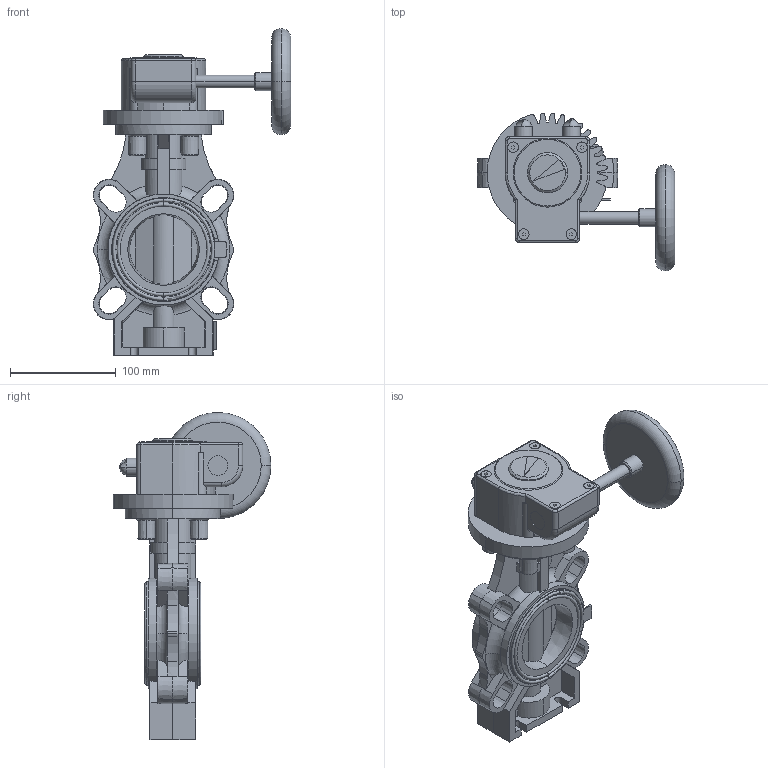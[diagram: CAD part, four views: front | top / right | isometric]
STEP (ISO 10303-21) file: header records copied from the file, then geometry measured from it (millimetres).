
FILE_DESCRIPTION(('STEP AP214'),'1');
FILE_NAME('cctmp_BAA6EE81-D434-4D40-86AA-0B95A6AEBAC1_2021_10_25_13_16_56_0515..stp','2021-10-25T11:16:57',('Praher Valves GmbH'),('CADClick - www.CADClick.com'),'Spatial InterOp 3D',' ','unknown authorization');
FILE_SCHEMA(('AUTOMOTIVE_DESIGN'));
Length unit declared in the file: millimetre
Products named in the file (3): cc_unnamed; 129299_1; 129299
Assembly tree (2 placements, depth 2):
  cc_unnamed
    129299_1
    129299
Bounding box: 186.51 x 148.88 x 308.6 mm (x, y, z)
Volume: 770900.3 mm3; surface area: 209749.9 mm2
Topology: 1 solids, 166 shells, 697 faces, 2184 edges, 1664 vertices
Faces by surface type: plane 296, cylinder 173, cone 130, torus 89, bspline 5, sphere 4
Entity records: 31067 total; most frequent: CARTESIAN_POINT 5611, DIRECTION 4486, ORIENTED_EDGE 3618, EDGE_CURVE 2176, AXIS2_PLACEMENT_3D 1721, VERTEX_POINT 1664, LINE 1044, VECTOR 1044
